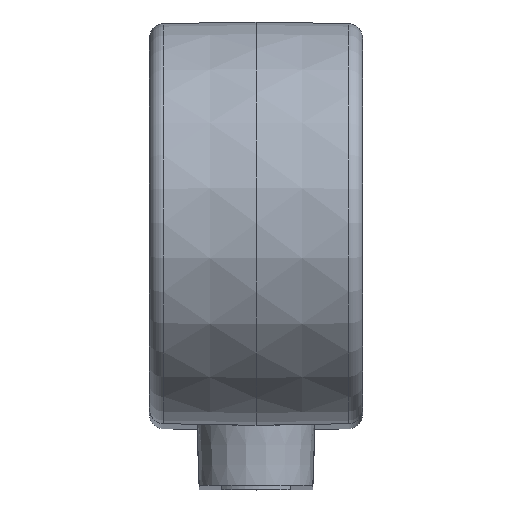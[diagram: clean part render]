
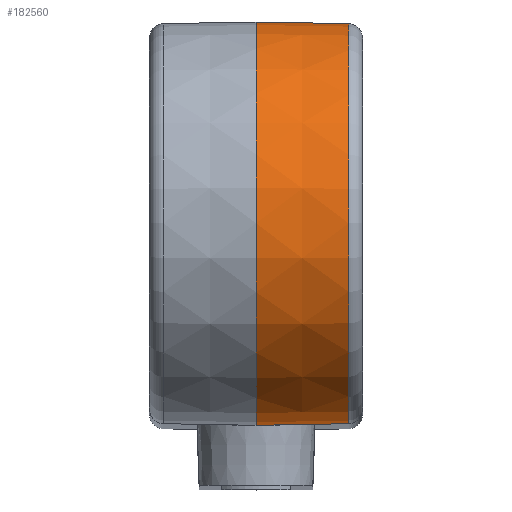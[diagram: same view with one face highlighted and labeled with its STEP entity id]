
A CAD part, top view. The second image highlights one B-rep face of the part: STEP entity #182560.
In plain terms, the highlighted conical face has half-angle 1 degrees and reference radius 14.2 mm.
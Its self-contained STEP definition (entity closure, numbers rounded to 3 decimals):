
#38750=CARTESIAN_POINT('',(7.5,0.,107.6));
#38760=VERTEX_POINT('',#38750);
#41160=CARTESIAN_POINT('',(7.5,28.4,107.6));
#41170=VERTEX_POINT('',#41160);
#179170=CARTESIAN_POINT('',(14.017,28.286,107.6));
#179180=VERTEX_POINT('',#179170);
#180200=CARTESIAN_POINT('',(0.001,-0.131,107.6
));
#180210=DIRECTION('',(1.,0.017,-0.));
#180220=VECTOR('',#180210,1.);
#180230=LINE('',#180200,#180220);
#180240=CARTESIAN_POINT('',(14.017,0.114,107.6));
#180250=VERTEX_POINT('',#180240);
#180260=EDGE_CURVE('',#38760,#180250,#180230,.T.);
#181280=CARTESIAN_POINT('',(14.999,28.269,107.6));
#181290=DIRECTION('',(-1.,0.017,0.));
#181300=VECTOR('',#181290,1.);
#181310=LINE('',#181280,#181300);
#181320=EDGE_CURVE('',#179180,#41170,#181310,.T.);
#182090=CARTESIAN_POINT('',(14.017,14.2,107.6));
#182100=DIRECTION('',(-1.,-0.,-0.));
#182110=DIRECTION('',(0.,-1.,0.));
#182120=AXIS2_PLACEMENT_3D('',#182090,#182100,#182110);
#182130=CIRCLE('',#182120,14.086);
#182140=EDGE_CURVE('',#180250,#179180,#182130,.T.);
#182390=CARTESIAN_POINT('',(7.5,14.2,107.6));
#182400=DIRECTION('',(-1.,0.,0.));
#182410=DIRECTION('',(0.,1.,-0.));
#182420=AXIS2_PLACEMENT_3D('',#182390,#182400,#182410);
#182430=CONICAL_SURFACE('',#182420,14.2,0.017);
#182440=ORIENTED_EDGE('',*,*,#181320,.T.);
#182450=ORIENTED_EDGE('',*,*,#182140,.T.);
#182460=ORIENTED_EDGE('',*,*,#180260,.T.);
#182470=CARTESIAN_POINT('',(7.5,14.2,107.6));
#182480=DIRECTION('',(-1.,-0.,0.));
#182490=DIRECTION('',(-0.,1.,0.));
#182500=AXIS2_PLACEMENT_3D('',#182470,#182480,#182490);
#182510=CIRCLE('',#182500,14.2);
#182520=EDGE_CURVE('',#38760,#41170,#182510,.T.);
#182530=ORIENTED_EDGE('',*,*,#182520,.F.);
#182540=EDGE_LOOP('',(#182530,#182460,#182450,#182440));
#182550=FACE_OUTER_BOUND('',#182540,.T.);
#182560=ADVANCED_FACE('',(#182550),#182430,.T.);
